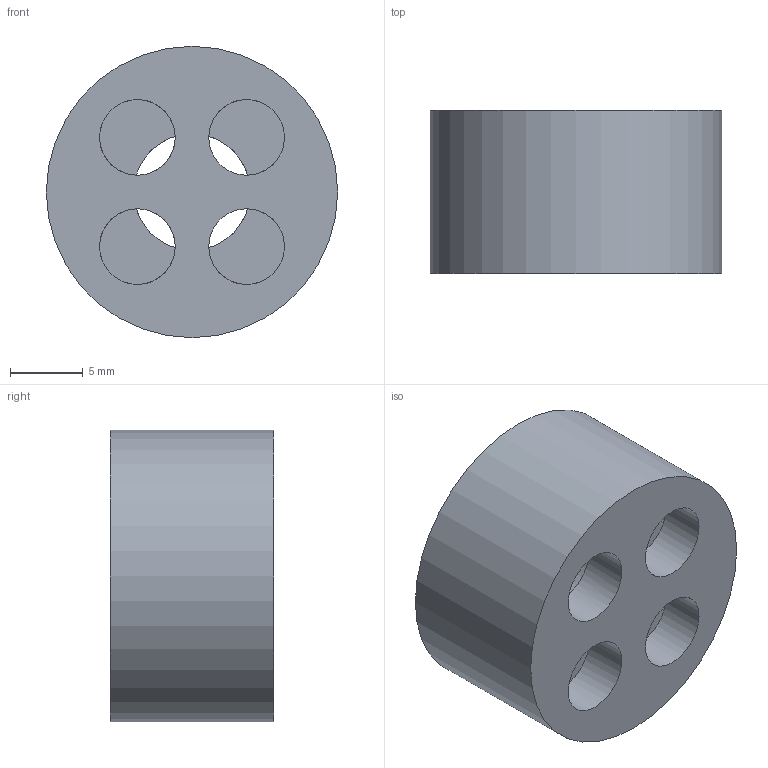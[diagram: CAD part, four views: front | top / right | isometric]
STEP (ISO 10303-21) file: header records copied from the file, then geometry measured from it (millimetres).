
FILE_DESCRIPTION(/* description */ ('STEP AP242','CAx-IF Rec.Pracs.---Representation and Presentation of Product Manufacturing Information (PMI)---4.0---2014-10-13','CAx-IF Rec.Pracs.---3D Tessellated Geometry---0.4---2014-09-14','2;1'),/* implementation_level */ '2;1');
FILE_NAME(/* name */ '6791d51f7525f71ef40ec4a9',/* time_stamp */ '2025-01-23T05:35:28Z',/* author */ (''),/* organization */ (''),/* preprocessor_version */ 'ST-DEVELOPER v20',/* originating_system */ 'ONSHAPE BY PTC INC, 1.192',/* authorisation */ ' ');
FILE_SCHEMA (('AP242_MANAGED_MODEL_BASED_3D_ENGINEERING_MIM_LF { 1 0 10303 442 1 1 4 }'));
Length unit declared in the file: metre
Products named in the file (1): Tuthead
Bounding box: 20 x 11.2 x 20 mm (x, y, z)
Volume: 2844.6 mm3; surface area: 1715.3 mm2
Topology: 1 solids, 1 shells, 13 faces, 34 edges, 20 vertices
Faces by surface type: plane 7, cylinder 6
Full cylindrical faces by diameter (mm): 5.2 x4, 8 x1, 20 x1
Entity records: 370 total; most frequent: DIRECTION 74, CARTESIAN_POINT 52, ORIENTED_EDGE 46, AXIS2_PLACEMENT_3D 37, EDGE_LOOP 24, FACE_BOUND 24, EDGE_CURVE 23, CIRCLE 23
